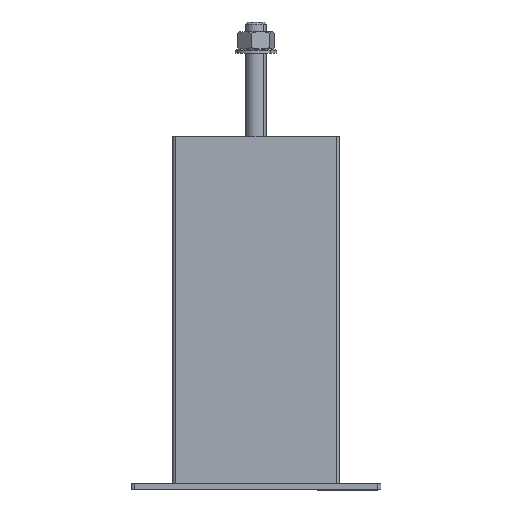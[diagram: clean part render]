
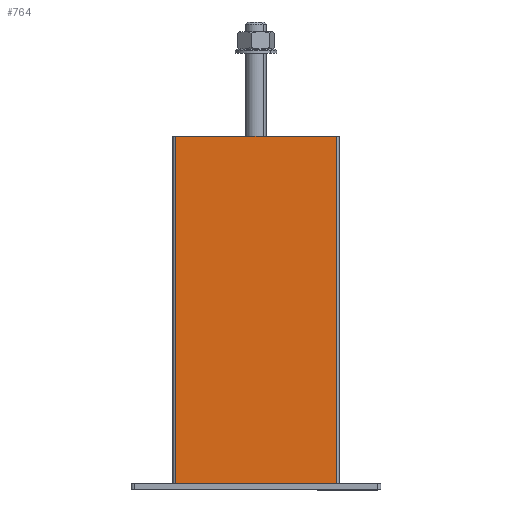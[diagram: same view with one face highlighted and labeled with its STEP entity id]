
A CAD part, top view. The second image highlights one B-rep face of the part: STEP entity #764.
In plain terms, the highlighted planar face has unit normal (0, 0, 1).
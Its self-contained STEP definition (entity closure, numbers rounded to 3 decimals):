
#764=ADVANCED_FACE('',(#1754),#1755,.T.);
#1754=FACE_OUTER_BOUND('',#3314,.T.);
#1755=PLANE('',#3315);
#3314=EDGE_LOOP('',(#8182,#8183,#8184,#8185));
#3315=AXIS2_PLACEMENT_3D('',#8186,#8187,#8188);
#8182=ORIENTED_EDGE('',*,*,#11658,.T.);
#8183=ORIENTED_EDGE('',*,*,#11712,.T.);
#8184=ORIENTED_EDGE('',*,*,#11704,.F.);
#8185=ORIENTED_EDGE('',*,*,#11713,.T.);
#8186=CARTESIAN_POINT('',(40.0,167.0,40.0));
#8187=DIRECTION('',(0.0,0.0,1.0));
#8188=DIRECTION('',(1.0,0.0,0.0));
#11658=EDGE_CURVE('',#13510,#13508,#13511,.T.);
#11704=EDGE_CURVE('',#13588,#13589,#13590,.T.);
#11712=EDGE_CURVE('',#13508,#13589,#13604,.T.);
#11713=EDGE_CURVE('',#13588,#13510,#13605,.F.);
#13508=VERTEX_POINT('',#15563);
#13510=VERTEX_POINT('',#15565);
#13511=LINE('',#15566,#15567);
#13588=VERTEX_POINT('',#15654);
#13589=VERTEX_POINT('',#15655);
#13590=LINE('',#15656,#15657);
#13604=LINE('',#15674,#15675);
#13605=LINE('',#15676,#15677);
#15563=CARTESIAN_POINT('',(-38.5,167.0,40.0));
#15565=CARTESIAN_POINT('',(38.5,167.0,40.0));
#15566=CARTESIAN_POINT('',(40.0,167.0,40.0));
#15567=VECTOR('',#174414,1000.0);
#15654=CARTESIAN_POINT('',(38.5,0.0,40.0));
#15655=CARTESIAN_POINT('',(-38.5,0.0,40.0));
#15656=CARTESIAN_POINT('',(40.0,0.0,40.0));
#15657=VECTOR('',#174530,1000.0);
#15674=CARTESIAN_POINT('',(-38.5,167.0,40.0));
#15675=VECTOR('',#174546,1000.0);
#15676=CARTESIAN_POINT('',(38.5,167.0,40.0));
#15677=VECTOR('',#174547,1000.0);
#174414=DIRECTION('',(-1.0,0.0,0.0));
#174530=DIRECTION('',(-1.0,0.0,0.0));
#174546=DIRECTION('',(0.0,-1.0,0.0));
#174547=DIRECTION('',(0.0,-1.0,0.0));
